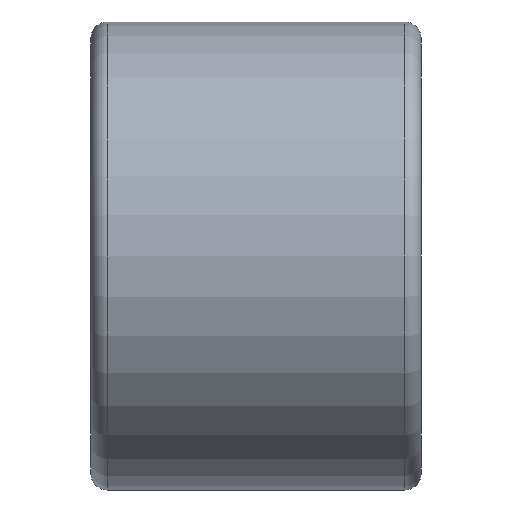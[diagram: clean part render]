
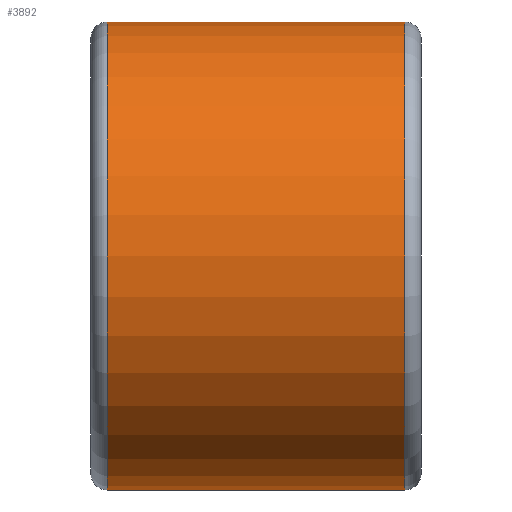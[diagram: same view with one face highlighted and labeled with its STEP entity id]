
A CAD part, front view. The second image highlights one B-rep face of the part: STEP entity #3892.
In plain terms, the highlighted cylindrical face has radius 42.5 mm (diameter 85 mm), a partial arc.
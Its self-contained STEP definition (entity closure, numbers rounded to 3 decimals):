
#34 = ORIENTED_EDGE ( 'NONE', *, *, #3297, .T. ) ;
#35 = CIRCLE ( 'NONE', #2648, 42.5 ) ;
#37 = EDGE_CURVE ( 'NONE', #1139, #1065, #5039, .T. ) ;
#72 = DIRECTION ( 'NONE',  ( 0., 0., -1. ) ) ;
#168 = DIRECTION ( 'NONE',  ( -1., 0., 0. ) ) ;
#357 = EDGE_LOOP ( 'NONE', ( #1558, #5043, #1887, #34 ) ) ;
#390 = EDGE_CURVE ( 'NONE', #463, #2837, #3001, .T. ) ;
#463 = VERTEX_POINT ( 'NONE', #2646 ) ;
#773 = AXIS2_PLACEMENT_3D ( 'NONE', #4510, #4551, #4564 ) ;
#906 = CARTESIAN_POINT ( 'NONE',  ( 0., 0., 42.5 ) ) ;
#1065 = VERTEX_POINT ( 'NONE', #2599 ) ;
#1139 = VERTEX_POINT ( 'NONE', #4252 ) ;
#1188 = FACE_OUTER_BOUND ( 'NONE', #357, .T. ) ;
#1278 = VECTOR ( 'NONE', #4299, 1000. ) ;
#1521 = AXIS2_PLACEMENT_3D ( 'NONE', #3389, #2892, #3177 ) ;
#1558 = ORIENTED_EDGE ( 'NONE', *, *, #390, .F. ) ;
#1638 = CIRCLE ( 'NONE', #773, 42.5 ) ;
#1741 = CYLINDRICAL_SURFACE ( 'NONE', #1521, 42.5 ) ;
#1755 = EDGE_CURVE ( 'NONE', #463, #1139, #1638, .T. ) ;
#1887 = ORIENTED_EDGE ( 'NONE', *, *, #37, .T. ) ;
#2093 = CARTESIAN_POINT ( 'NONE',  ( 3., 0., 0. ) ) ;
#2537 = CARTESIAN_POINT ( 'NONE',  ( 0., 0., -42.5 ) ) ;
#2582 = DIRECTION ( 'NONE',  ( 1., 0., 0. ) ) ;
#2599 = CARTESIAN_POINT ( 'NONE',  ( 3., 0., 42.5 ) ) ;
#2646 = CARTESIAN_POINT ( 'NONE',  ( 57., 0., -42.5 ) ) ;
#2648 = AXIS2_PLACEMENT_3D ( 'NONE', #2093, #2582, #72 ) ;
#2837 = VERTEX_POINT ( 'NONE', #3204 ) ;
#2892 = DIRECTION ( 'NONE',  ( -1., 0., 0. ) ) ;
#3001 = LINE ( 'NONE', #2537, #1278 ) ;
#3177 = DIRECTION ( 'NONE',  ( 0., 0., 1. ) ) ;
#3204 = CARTESIAN_POINT ( 'NONE',  ( 3., 0., -42.5 ) ) ;
#3297 = EDGE_CURVE ( 'NONE', #1065, #2837, #35, .T. ) ;
#3389 = CARTESIAN_POINT ( 'NONE',  ( 0., 0., 0. ) ) ;
#3892 = ADVANCED_FACE ( 'NONE', ( #1188 ), #1741, .T. ) ;
#4252 = CARTESIAN_POINT ( 'NONE',  ( 57., 0., 42.5 ) ) ;
#4299 = DIRECTION ( 'NONE',  ( -1., 0., 0. ) ) ;
#4510 = CARTESIAN_POINT ( 'NONE',  ( 57., 0., 0. ) ) ;
#4551 = DIRECTION ( 'NONE',  ( -1., 0., 0. ) ) ;
#4564 = DIRECTION ( 'NONE',  ( 0., 0., 1. ) ) ;
#5039 = LINE ( 'NONE', #906, #5106 ) ;
#5043 = ORIENTED_EDGE ( 'NONE', *, *, #1755, .T. ) ;
#5106 = VECTOR ( 'NONE', #168, 1000. ) ;
